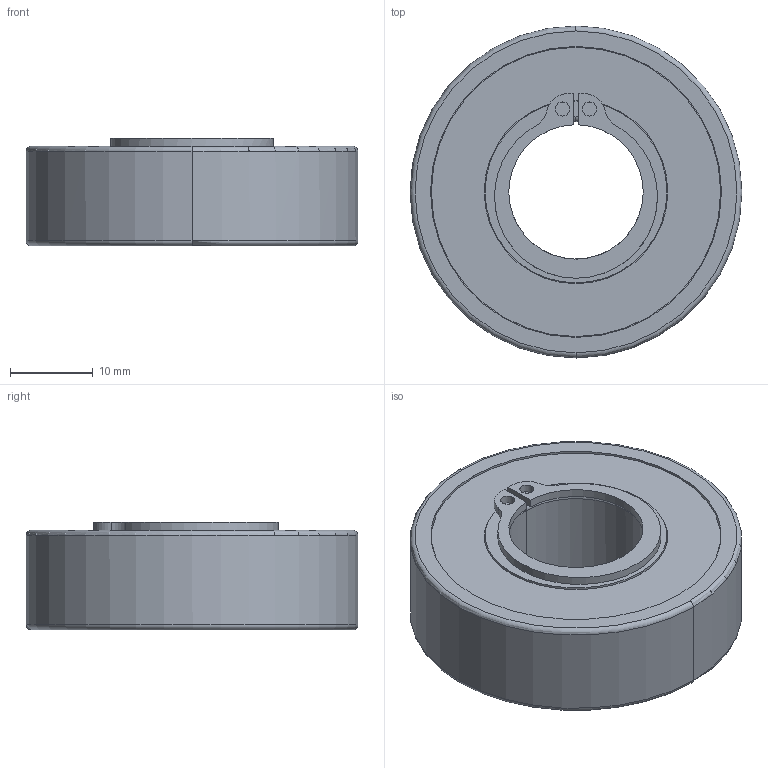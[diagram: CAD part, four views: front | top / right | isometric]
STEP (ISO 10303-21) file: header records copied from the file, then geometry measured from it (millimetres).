
FILE_DESCRIPTION((''),'2;1');
FILE_NAME('R159061700_ASM','2012-06-11T',('goe2sw'),(''),'PRO/ENGINEER BY PARAMETRIC TECHNOLOGY CORPORATION, 2009380','PRO/ENGINEER BY PARAMETRIC TECHNOLOGY CORPORATION, 2009380','');
FILE_SCHEMA(('AUTOMOTIVE_DESIGN_CC2 { 1 2 10303 214 -1 1 5 2 }'));
Length unit declared in the file: millimetre
Products named in the file (3): R341405000; R341074900; R159061700_ASM
Assembly tree (2 placements, depth 2):
  R159061700_ASM
    R341405000
    R341074900
Bounding box: 40 x 40 x 13 mm (x, y, z)
Volume: 7874.1 mm3; surface area: 10737.5 mm2
Topology: 13 solids, 21 shells, 124 faces, 348 edges, 206 vertices
Faces by surface type: sphere 56, cylinder 40, plane 16, torus 12
Entity records: 3960 total; most frequent: DIRECTION 780, CARTESIAN_POINT 619, ORIENTED_EDGE 568, AXIS2_PLACEMENT_3D 367, EDGE_CURVE 284, CIRCLE 238, VERTEX_POINT 206, EDGE_LOOP 140
